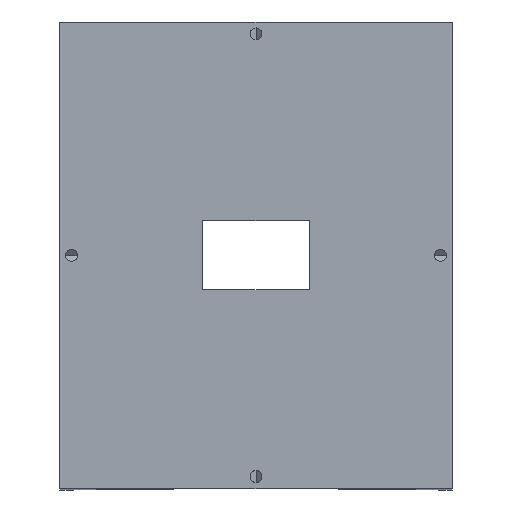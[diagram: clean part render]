
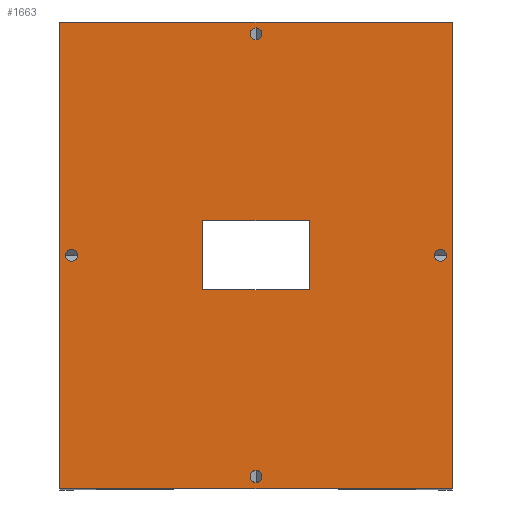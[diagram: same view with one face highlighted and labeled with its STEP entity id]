
A CAD part, top view. The second image highlights one B-rep face of the part: STEP entity #1663.
In plain terms, the highlighted planar face has unit normal (0, 0, 1).
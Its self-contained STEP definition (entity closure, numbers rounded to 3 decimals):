
#20=CIRCLE('',#1759,1.3);
#21=CIRCLE('',#1760,1.3);
#22=CIRCLE('',#1761,1.3);
#23=CIRCLE('',#1762,1.3);
#300=ORIENTED_EDGE('',*,*,#700,.T.);
#301=ORIENTED_EDGE('',*,*,#701,.T.);
#302=ORIENTED_EDGE('',*,*,#702,.T.);
#303=ORIENTED_EDGE('',*,*,#703,.T.);
#304=ORIENTED_EDGE('',*,*,#649,.F.);
#305=ORIENTED_EDGE('',*,*,#664,.T.);
#306=ORIENTED_EDGE('',*,*,#678,.F.);
#307=ORIENTED_EDGE('',*,*,#694,.F.);
#308=ORIENTED_EDGE('',*,*,#636,.F.);
#309=ORIENTED_EDGE('',*,*,#639,.T.);
#310=ORIENTED_EDGE('',*,*,#641,.T.);
#311=ORIENTED_EDGE('',*,*,#699,.F.);
#636=EDGE_CURVE('',#844,#845,#1024,.T.);
#639=EDGE_CURVE('',#844,#846,#1027,.T.);
#641=EDGE_CURVE('',#846,#847,#1029,.T.);
#649=EDGE_CURVE('',#851,#852,#1037,.T.);
#664=EDGE_CURVE('',#851,#861,#1052,.T.);
#678=EDGE_CURVE('',#869,#861,#1066,.T.);
#694=EDGE_CURVE('',#852,#869,#1082,.T.);
#699=EDGE_CURVE('',#845,#847,#1087,.T.);
#700=EDGE_CURVE('',#880,#880,#20,.T.);
#701=EDGE_CURVE('',#881,#881,#21,.T.);
#702=EDGE_CURVE('',#882,#882,#22,.T.);
#703=EDGE_CURVE('',#883,#883,#23,.T.);
#844=VERTEX_POINT('',#2489);
#845=VERTEX_POINT('',#2490);
#846=VERTEX_POINT('',#2495);
#847=VERTEX_POINT('',#2499);
#851=VERTEX_POINT('',#2512);
#852=VERTEX_POINT('',#2513);
#861=VERTEX_POINT('',#2538);
#869=VERTEX_POINT('',#2561);
#880=VERTEX_POINT('',#2597);
#881=VERTEX_POINT('',#2599);
#882=VERTEX_POINT('',#2601);
#883=VERTEX_POINT('',#2603);
#1024=LINE('',#2488,#1252);
#1027=LINE('',#2494,#1255);
#1029=LINE('',#2498,#1257);
#1037=LINE('',#2511,#1265);
#1052=LINE('',#2537,#1280);
#1066=LINE('',#2560,#1294);
#1082=LINE('',#2586,#1310);
#1087=LINE('',#2594,#1315);
#1252=VECTOR('',#2001,1000.);
#1255=VECTOR('',#2006,1000.);
#1257=VECTOR('',#2010,1000.);
#1265=VECTOR('',#2020,1000.);
#1280=VECTOR('',#2037,1000.);
#1294=VECTOR('',#2053,1000.);
#1310=VECTOR('',#2071,1000.);
#1315=VECTOR('',#2078,1000.);
#1394=EDGE_LOOP('',(#300));
#1395=EDGE_LOOP('',(#301));
#1396=EDGE_LOOP('',(#302));
#1397=EDGE_LOOP('',(#303));
#1398=EDGE_LOOP('',(#304,#305,#306,#307));
#1399=EDGE_LOOP('',(#308,#309,#310,#311));
#1502=FACE_BOUND('',#1394,.T.);
#1503=FACE_BOUND('',#1395,.T.);
#1504=FACE_BOUND('',#1396,.T.);
#1505=FACE_BOUND('',#1397,.T.);
#1506=FACE_BOUND('',#1398,.T.);
#1507=FACE_BOUND('',#1399,.T.);
#1589=PLANE('',#1758);
#1663=ADVANCED_FACE('',(#1502,#1503,#1504,#1505,#1506,#1507),#1589,.T.);
#1758=AXIS2_PLACEMENT_3D('',#2595,#2079,#2080);
#1759=AXIS2_PLACEMENT_3D('',#2596,#2081,#2082);
#1760=AXIS2_PLACEMENT_3D('',#2598,#2083,#2084);
#1761=AXIS2_PLACEMENT_3D('',#2600,#2085,#2086);
#1762=AXIS2_PLACEMENT_3D('',#2602,#2087,#2088);
#2001=DIRECTION('',(0.,1.,0.));
#2006=DIRECTION('',(-1.,0.,0.));
#2010=DIRECTION('',(0.,1.,0.));
#2020=DIRECTION('',(1.,0.,0.));
#2037=DIRECTION('',(0.,-1.,0.));
#2053=DIRECTION('',(-1.,0.,0.));
#2071=DIRECTION('',(0.,-1.,0.));
#2078=DIRECTION('',(-1.,0.,0.));
#2079=DIRECTION('',(0.,0.,1.));
#2080=DIRECTION('',(1.,0.,0.));
#2081=DIRECTION('',(0.,0.,-1.));
#2082=DIRECTION('',(-1.,0.,0.));
#2083=DIRECTION('',(0.,0.,-1.));
#2084=DIRECTION('',(-1.,0.,0.));
#2085=DIRECTION('',(0.,0.,-1.));
#2086=DIRECTION('',(-1.,0.,0.));
#2087=DIRECTION('',(0.,0.,-1.));
#2088=DIRECTION('',(-1.,0.,0.));
#2488=CARTESIAN_POINT('',(11.5,0.,0.));
#2489=CARTESIAN_POINT('',(11.5,-7.5,0.));
#2490=CARTESIAN_POINT('',(11.5,7.5,0.));
#2494=CARTESIAN_POINT('',(0.,-7.5,0.));
#2495=CARTESIAN_POINT('',(-11.5,-7.5,0.));
#2498=CARTESIAN_POINT('',(-11.5,0.,0.));
#2499=CARTESIAN_POINT('',(-11.5,7.5,0.));
#2511=CARTESIAN_POINT('',(38.7,50.6,0.));
#2512=CARTESIAN_POINT('',(-42.6,50.6,0.));
#2513=CARTESIAN_POINT('',(42.6,50.6,0.));
#2537=CARTESIAN_POINT('',(-42.6,46.7,0.));
#2538=CARTESIAN_POINT('',(-42.6,-50.6,0.));
#2560=CARTESIAN_POINT('',(-41.3,-50.6,0.));
#2561=CARTESIAN_POINT('',(42.6,-50.6,0.));
#2586=CARTESIAN_POINT('',(42.6,0.,0.));
#2594=CARTESIAN_POINT('',(0.,7.5,0.));
#2595=CARTESIAN_POINT('',(0.,0.,0.));
#2596=CARTESIAN_POINT('',(0.,48.,0.));
#2597=CARTESIAN_POINT('',(-1.3,48.,0.));
#2598=CARTESIAN_POINT('',(-40.,0.,0.));
#2599=CARTESIAN_POINT('',(-41.3,0.,0.));
#2600=CARTESIAN_POINT('',(0.,-48.,0.));
#2601=CARTESIAN_POINT('',(-1.3,-48.,0.));
#2602=CARTESIAN_POINT('',(40.,0.,0.));
#2603=CARTESIAN_POINT('',(38.7,0.,0.));
